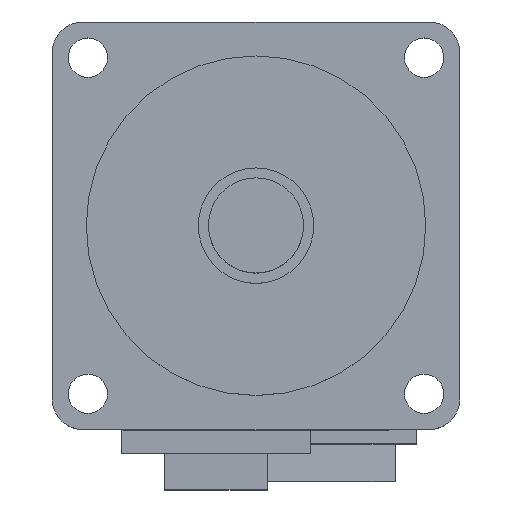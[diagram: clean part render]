
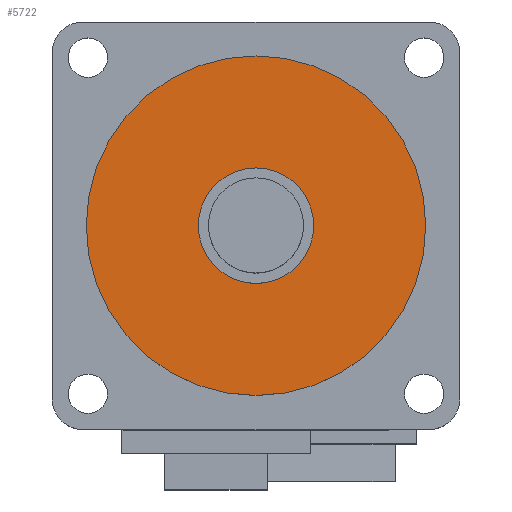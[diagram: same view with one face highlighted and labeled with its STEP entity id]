
A CAD part, top view. The second image highlights one B-rep face of the part: STEP entity #5722.
In plain terms, the highlighted planar face has unit normal (0, 0, 1).
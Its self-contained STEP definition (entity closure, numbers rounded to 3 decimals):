
#2098=CARTESIAN_POINT('',(0.,0.,3.));
#2099=DIRECTION('',(0.,0.,-1.));
#2100=DIRECTION('',(0.,-1.,0.));
#2101=AXIS2_PLACEMENT_3D('',#2098,#2099,#2100);
#2103=CARTESIAN_POINT('',(0.,0.,3.));
#2104=DIRECTION('',(0.,0.,-1.));
#2105=DIRECTION('',(0.,1.,0.));
#2106=AXIS2_PLACEMENT_3D('',#2103,#2104,#2105);
#2108=CARTESIAN_POINT('',(0.,0.,3.));
#2109=DIRECTION('',(0.,0.,1.));
#2110=DIRECTION('',(1.,0.,0.));
#2111=AXIS2_PLACEMENT_3D('',#2108,#2109,#2110);
#2113=CARTESIAN_POINT('',(0.,0.,3.));
#2114=DIRECTION('',(0.,0.,1.));
#2115=DIRECTION('',(-1.,0.,0.));
#2116=AXIS2_PLACEMENT_3D('',#2113,#2114,#2115);
#2264=CARTESIAN_POINT('',(0.,25.,3.));
#2265=VERTEX_POINT('',#2264);
#2266=CARTESIAN_POINT('',(0.,-25.,3.));
#2267=VERTEX_POINT('',#2266);
#2698=CARTESIAN_POINT('',(8.5,0.,3.));
#2699=CARTESIAN_POINT('',(-8.5,0.,3.));
#2700=VERTEX_POINT('',#2698);
#2701=VERTEX_POINT('',#2699);
#5707=CARTESIAN_POINT('',(0.,0.,3.));
#5708=DIRECTION('',(0.,0.,1.));
#5709=DIRECTION('',(0.,1.,0.));
#5710=AXIS2_PLACEMENT_3D('',#5707,#5708,#5709);
#5711=PLANE('',#5710);
#5712=ORIENTED_EDGE('',*,*,#5687,.T.);
#5713=ORIENTED_EDGE('',*,*,#5701,.T.);
#5714=EDGE_LOOP('',(#5712,#5713));
#5715=FACE_OUTER_BOUND('',#5714,.F.);
#5717=ORIENTED_EDGE('',*,*,#5716,.T.);
#5719=ORIENTED_EDGE('',*,*,#5718,.T.);
#5720=EDGE_LOOP('',(#5717,#5719));
#5721=FACE_BOUND('',#5720,.F.);
#5722=ADVANCED_FACE('',(#5715,#5721),#5711,.T.);
#2102=CIRCLE('',#2101,25.);
#2107=CIRCLE('',#2106,25.);
#2112=CIRCLE('',#2111,8.5);
#2117=CIRCLE('',#2116,8.5);
#5687=EDGE_CURVE('',#2267,#2265,#2102,.T.);
#5701=EDGE_CURVE('',#2265,#2267,#2107,.T.);
#5716=EDGE_CURVE('',#2700,#2701,#2112,.T.);
#5718=EDGE_CURVE('',#2701,#2700,#2117,.T.);
